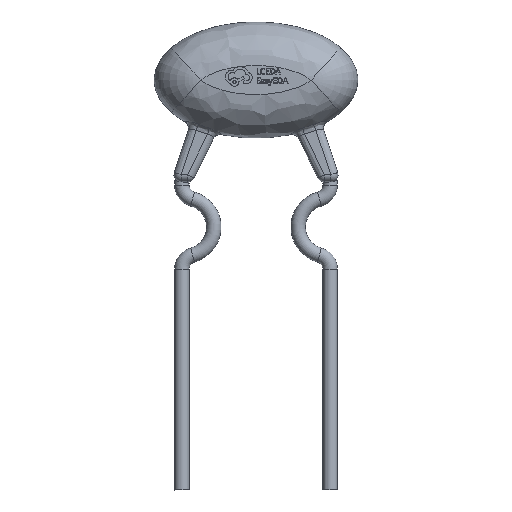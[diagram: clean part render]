
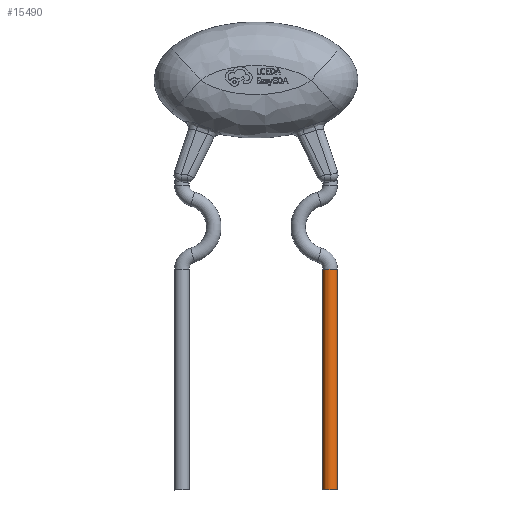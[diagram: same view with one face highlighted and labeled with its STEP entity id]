
A CAD part, front view. The second image highlights one B-rep face of the part: STEP entity #15490.
In plain terms, the highlighted cylindrical face has radius 0.25 mm (diameter 0.5 mm), a partial arc.
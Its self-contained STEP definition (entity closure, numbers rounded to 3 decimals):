
#33 = CARTESIAN_POINT ( 'NONE',  ( 2.8, 0., -6.5 ) ) ;
#1123 = VERTEX_POINT ( 'NONE', #11813 ) ;
#1399 = EDGE_CURVE ( 'NONE', #13432, #5453, #6293, .T. ) ;
#1845 = AXIS2_PLACEMENT_3D ( 'NONE', #9219, #13572, #12090 ) ;
#2975 = DIRECTION ( 'NONE',  ( 1., 0., 0. ) ) ;
#2986 = DIRECTION ( 'NONE',  ( 0., 0., -1. ) ) ;
#3039 = AXIS2_PLACEMENT_3D ( 'NONE', #14362, #14083, #2975 ) ;
#3309 = CARTESIAN_POINT ( 'NONE',  ( 2.55, 0., -6.5 ) ) ;
#3904 = ORIENTED_EDGE ( 'NONE', *, *, #1399, .T. ) ;
#4812 = CYLINDRICAL_SURFACE ( 'NONE', #7701, 0.25 ) ;
#5000 = ORIENTED_EDGE ( 'NONE', *, *, #17402, .F. ) ;
#5129 = EDGE_CURVE ( 'NONE', #9185, #13432, #10364, .T. ) ;
#5453 = VERTEX_POINT ( 'NONE', #7418 ) ;
#5918 = DIRECTION ( 'NONE',  ( 0., 0., -1. ) ) ;
#6293 = CIRCLE ( 'NONE', #1845, 0.25 ) ;
#7251 = CARTESIAN_POINT ( 'NONE',  ( 2.3, 0., -6.5 ) ) ;
#7418 = CARTESIAN_POINT ( 'NONE',  ( 2.8, 0., -14.1 ) ) ;
#7701 = AXIS2_PLACEMENT_3D ( 'NONE', #3309, #5918, #15877 ) ;
#8053 = EDGE_CURVE ( 'NONE', #9185, #1123, #11284, .T. ) ;
#8135 = LINE ( 'NONE', #33, #14671 ) ;
#9185 = VERTEX_POINT ( 'NONE', #13213 ) ;
#9219 = CARTESIAN_POINT ( 'NONE',  ( 2.55, 0., -14.1 ) ) ;
#10364 = LINE ( 'NONE', #7251, #16685 ) ;
#11066 = DIRECTION ( 'NONE',  ( 0., 0., -1. ) ) ;
#11284 = CIRCLE ( 'NONE', #3039, 0.25 ) ;
#11813 = CARTESIAN_POINT ( 'NONE',  ( 2.8, 0., -6.5 ) ) ;
#12090 = DIRECTION ( 'NONE',  ( 1., 0., 0. ) ) ;
#13213 = CARTESIAN_POINT ( 'NONE',  ( 2.3, 0., -6.5 ) ) ;
#13432 = VERTEX_POINT ( 'NONE', #15983 ) ;
#13572 = DIRECTION ( 'NONE',  ( 0., 0., 1. ) ) ;
#14083 = DIRECTION ( 'NONE',  ( 0., 0., 1. ) ) ;
#14329 = FACE_OUTER_BOUND ( 'NONE', #15604, .T. ) ;
#14362 = CARTESIAN_POINT ( 'NONE',  ( 2.55, 0., -6.5 ) ) ;
#14671 = VECTOR ( 'NONE', #11066, 1000. ) ;
#15490 = ADVANCED_FACE ( 'NONE', ( #14329 ), #4812, .T. ) ;
#15604 = EDGE_LOOP ( 'NONE', ( #5000, #17380, #16081, #3904 ) ) ;
#15877 = DIRECTION ( 'NONE',  ( -1., 0., 0. ) ) ;
#15983 = CARTESIAN_POINT ( 'NONE',  ( 2.3, 0., -14.1 ) ) ;
#16081 = ORIENTED_EDGE ( 'NONE', *, *, #5129, .T. ) ;
#16685 = VECTOR ( 'NONE', #2986, 1000. ) ;
#17380 = ORIENTED_EDGE ( 'NONE', *, *, #8053, .F. ) ;
#17402 = EDGE_CURVE ( 'NONE', #1123, #5453, #8135, .T. ) ;
